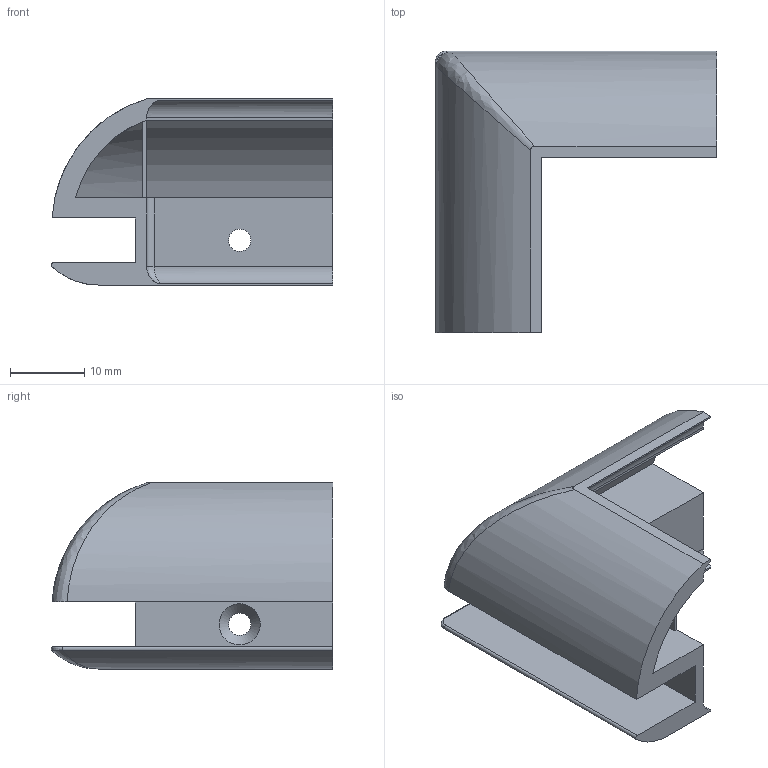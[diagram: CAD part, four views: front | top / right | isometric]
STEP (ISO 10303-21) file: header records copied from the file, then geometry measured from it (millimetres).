
FILE_DESCRIPTION(('STEP AP203'),'2;1');
FILE_NAME('XF31112G.stp','2011-02-02T12:29:18',(''),(''),'2009.3.110','THINKDESIGN','');
FILE_SCHEMA(('CONFIG_CONTROL_DESIGN'));
Length unit declared in the file: millimetre
Bounding box: 37.8 x 37.8 x 24.98 mm (x, y, z)
Volume: 7704.7 mm3; surface area: 7209.5 mm2
Topology: 1 solids, 1 shells, 39 faces, 109 edges, 71 vertices
Faces by surface type: plane 19, cylinder 14, bspline 6
Entity records: 1799 total; most frequent: CARTESIAN_POINT 713, ORIENTED_EDGE 216, DIRECTION 191, EDGE_CURVE 108, VERTEX_POINT 71, VECTOR 67, LINE 67, AXIS2_PLACEMENT_3D 62
